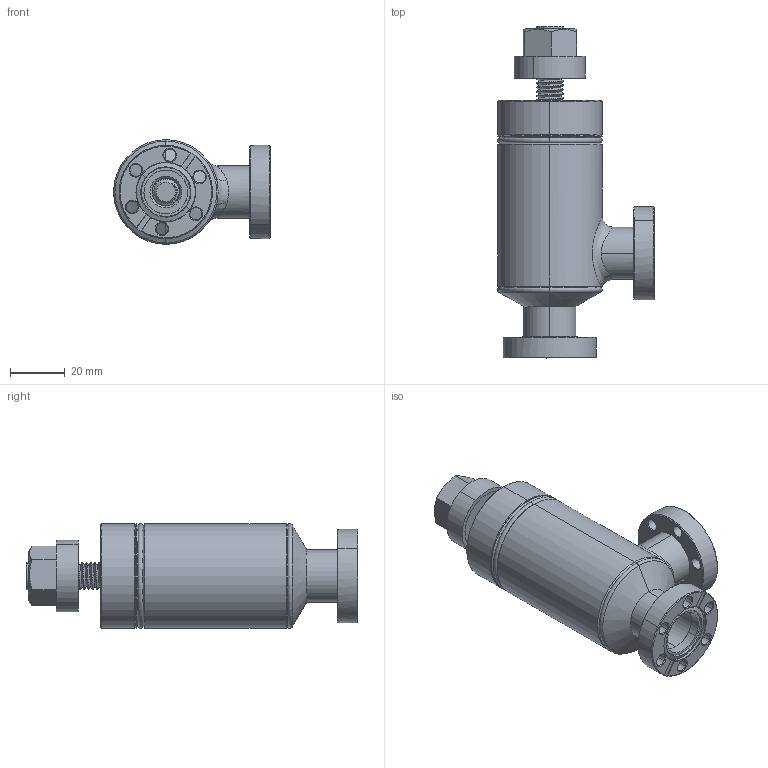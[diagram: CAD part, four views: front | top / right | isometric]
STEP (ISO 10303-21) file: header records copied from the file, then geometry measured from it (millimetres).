
FILE_DESCRIPTION (( 'STEP AP214' ), '1' );
FILE_NAME ('Hositrad_VMD19CF16R.STEP', '2024-09-17T16:56:23', ( '' ), ( '' ), 'SwSTEP 2.0', 'SolidWorks 2022', '' );
FILE_SCHEMA (( 'AUTOMOTIVE_DESIGN' ));
Length unit declared in the file: millimetre
Products named in the file (6): Bolt-M10; NW16CF-Innerring_CF16-19-R; Body-VMD-CF16; Hositrad_VMD19CF16R; NW16CF-Outerring; CF16-19-R
Assembly tree (6 placements, depth 3):
  Hositrad_VMD19CF16R
    Body-VMD-CF16
    Bolt-M10
    CF16-19-R  x2
      NW16CF-Outerring
      NW16CF-Innerring_CF16-19-R
Bounding box: 57.15 x 120.94 x 38.1 mm (x, y, z)
Volume: 53641.6 mm3; surface area: 33788.3 mm2
Topology: 6 solids, 6 shells, 324 faces, 776 edges, 478 vertices
Faces by surface type: cylinder 138, cone 110, plane 68, torus 4, bspline 4
Entity records: 10904 total; most frequent: CARTESIAN_POINT 5104, ORIENTED_EDGE 1200, DIRECTION 1154, EDGE_CURVE 600, AXIS2_PLACEMENT_3D 449, VERTEX_POINT 374, EDGE_LOOP 280, LINE 256
